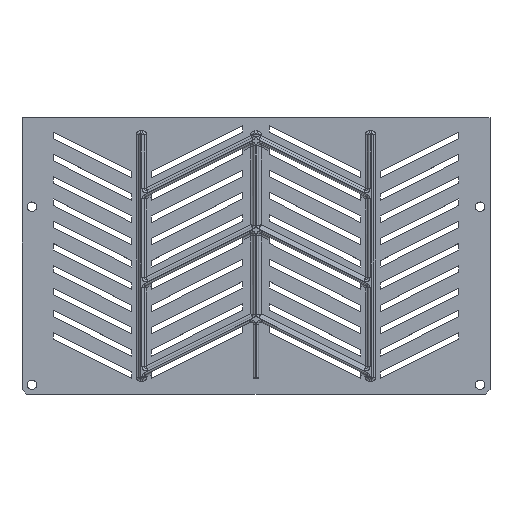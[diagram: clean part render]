
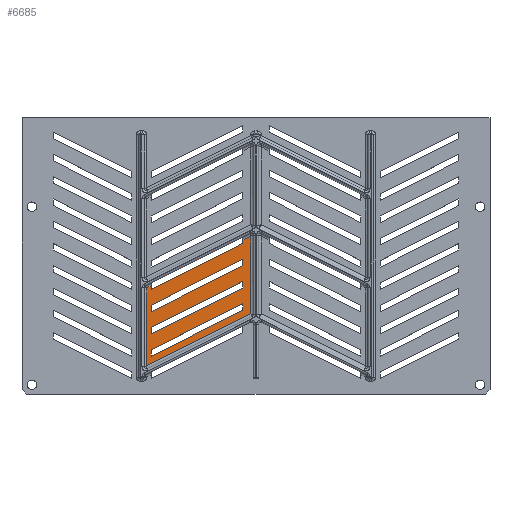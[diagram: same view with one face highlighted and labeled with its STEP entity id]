
A CAD part, top view. The second image highlights one B-rep face of the part: STEP entity #6685.
In plain terms, the highlighted planar face has unit normal (0, 0, 1).
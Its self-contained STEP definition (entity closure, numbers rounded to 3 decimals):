
#64=FACE_BOUND('',#2322,.T.);
#65=FACE_BOUND('',#2323,.T.);
#66=FACE_BOUND('',#2324,.T.);
#150=PLANE('',#7105);
#383=LINE('',#10022,#1106);
#385=LINE('',#10027,#1108);
#387=LINE('',#10030,#1110);
#389=LINE('',#10033,#1112);
#392=LINE('',#10040,#1115);
#393=LINE('',#10043,#1116);
#394=LINE('',#10045,#1117);
#395=LINE('',#10046,#1118);
#396=LINE('',#10049,#1119);
#397=LINE('',#10051,#1120);
#398=LINE('',#10053,#1121);
#399=LINE('',#10054,#1122);
#400=LINE('',#10057,#1123);
#401=LINE('',#10059,#1124);
#402=LINE('',#10061,#1125);
#403=LINE('',#10062,#1126);
#404=LINE('',#10065,#1127);
#405=LINE('',#10067,#1128);
#406=LINE('',#10069,#1129);
#407=LINE('',#10070,#1130);
#1106=VECTOR('',#7791,10.);
#1108=VECTOR('',#7797,10.);
#1110=VECTOR('',#7801,10.);
#1112=VECTOR('',#7805,10.);
#1115=VECTOR('',#7812,10.);
#1116=VECTOR('',#7815,10.);
#1117=VECTOR('',#7816,10.);
#1118=VECTOR('',#7817,10.);
#1119=VECTOR('',#7818,10.);
#1120=VECTOR('',#7819,10.);
#1121=VECTOR('',#7820,10.);
#1122=VECTOR('',#7821,10.);
#1123=VECTOR('',#7822,10.);
#1124=VECTOR('',#7823,10.);
#1125=VECTOR('',#7824,10.);
#1126=VECTOR('',#7825,10.);
#1127=VECTOR('',#7826,10.);
#1128=VECTOR('',#7827,10.);
#1129=VECTOR('',#7828,10.);
#1130=VECTOR('',#7829,10.);
#1932=FACE_OUTER_BOUND('',#2321,.T.);
#2321=EDGE_LOOP('',(#4743,#4744,#4745,#4746,#4747,#4748,#4749,#4750));
#2322=EDGE_LOOP('',(#4751,#4752,#4753,#4754));
#2323=EDGE_LOOP('',(#4755,#4756,#4757,#4758));
#2324=EDGE_LOOP('',(#4759,#4760,#4761,#4762));
#3079=VERTEX_POINT('',#9911);
#3082=VERTEX_POINT('',#9942);
#3085=VERTEX_POINT('',#9984);
#3088=VERTEX_POINT('',#10015);
#3090=VERTEX_POINT('',#10021);
#3093=VERTEX_POINT('',#10038);
#3094=VERTEX_POINT('',#10042);
#3095=VERTEX_POINT('',#10044);
#3096=VERTEX_POINT('',#10047);
#3097=VERTEX_POINT('',#10048);
#3098=VERTEX_POINT('',#10050);
#3099=VERTEX_POINT('',#10052);
#3100=VERTEX_POINT('',#10055);
#3101=VERTEX_POINT('',#10056);
#3102=VERTEX_POINT('',#10058);
#3103=VERTEX_POINT('',#10060);
#3104=VERTEX_POINT('',#10063);
#3105=VERTEX_POINT('',#10064);
#3106=VERTEX_POINT('',#10066);
#3107=VERTEX_POINT('',#10068);
#3712=EDGE_CURVE('',#3088,#3090,#383,.T.);
#3715=EDGE_CURVE('',#3085,#3088,#385,.T.);
#3717=EDGE_CURVE('',#3082,#3085,#387,.T.);
#3719=EDGE_CURVE('',#3079,#3082,#389,.T.);
#3723=EDGE_CURVE('',#3093,#3079,#392,.T.);
#3724=EDGE_CURVE('',#3093,#3094,#393,.T.);
#3725=EDGE_CURVE('',#3094,#3095,#394,.T.);
#3726=EDGE_CURVE('',#3095,#3090,#395,.T.);
#3727=EDGE_CURVE('',#3096,#3097,#396,.T.);
#3728=EDGE_CURVE('',#3097,#3098,#397,.T.);
#3729=EDGE_CURVE('',#3098,#3099,#398,.T.);
#3730=EDGE_CURVE('',#3099,#3096,#399,.T.);
#3731=EDGE_CURVE('',#3100,#3101,#400,.T.);
#3732=EDGE_CURVE('',#3101,#3102,#401,.T.);
#3733=EDGE_CURVE('',#3102,#3103,#402,.T.);
#3734=EDGE_CURVE('',#3103,#3100,#403,.T.);
#3735=EDGE_CURVE('',#3104,#3105,#404,.T.);
#3736=EDGE_CURVE('',#3105,#3106,#405,.T.);
#3737=EDGE_CURVE('',#3106,#3107,#406,.T.);
#3738=EDGE_CURVE('',#3107,#3104,#407,.T.);
#4743=ORIENTED_EDGE('',*,*,#3712,.F.);
#4744=ORIENTED_EDGE('',*,*,#3715,.F.);
#4745=ORIENTED_EDGE('',*,*,#3717,.F.);
#4746=ORIENTED_EDGE('',*,*,#3719,.F.);
#4747=ORIENTED_EDGE('',*,*,#3723,.F.);
#4748=ORIENTED_EDGE('',*,*,#3724,.T.);
#4749=ORIENTED_EDGE('',*,*,#3725,.T.);
#4750=ORIENTED_EDGE('',*,*,#3726,.T.);
#4751=ORIENTED_EDGE('',*,*,#3727,.T.);
#4752=ORIENTED_EDGE('',*,*,#3728,.T.);
#4753=ORIENTED_EDGE('',*,*,#3729,.T.);
#4754=ORIENTED_EDGE('',*,*,#3730,.T.);
#4755=ORIENTED_EDGE('',*,*,#3731,.T.);
#4756=ORIENTED_EDGE('',*,*,#3732,.T.);
#4757=ORIENTED_EDGE('',*,*,#3733,.T.);
#4758=ORIENTED_EDGE('',*,*,#3734,.T.);
#4759=ORIENTED_EDGE('',*,*,#3735,.T.);
#4760=ORIENTED_EDGE('',*,*,#3736,.T.);
#4761=ORIENTED_EDGE('',*,*,#3737,.T.);
#4762=ORIENTED_EDGE('',*,*,#3738,.T.);
#6685=ADVANCED_FACE('',(#1932,#64,#65,#66),#150,.T.);
#7105=AXIS2_PLACEMENT_3D('',#10041,#7813,#7814);
#7791=DIRECTION('',(0.894,0.447,0.));
#7797=DIRECTION('',(0.,1.,0.));
#7801=DIRECTION('',(-0.894,-0.447,0.));
#7805=DIRECTION('',(0.,-1.,0.));
#7812=DIRECTION('',(0.894,0.447,0.));
#7813=DIRECTION('center_axis',(0.,0.,1.));
#7814=DIRECTION('ref_axis',(1.,0.,0.));
#7815=DIRECTION('',(0.,-1.,0.));
#7816=DIRECTION('',(-0.894,-0.447,0.));
#7817=DIRECTION('',(0.,1.,0.));
#7818=DIRECTION('',(0.894,0.447,0.));
#7819=DIRECTION('',(0.,-1.,0.));
#7820=DIRECTION('',(-0.894,-0.447,0.));
#7821=DIRECTION('',(0.,1.,0.));
#7822=DIRECTION('',(0.894,0.447,0.));
#7823=DIRECTION('',(0.,-1.,0.));
#7824=DIRECTION('',(-0.894,-0.447,0.));
#7825=DIRECTION('',(0.,1.,0.));
#7826=DIRECTION('',(0.894,0.447,0.));
#7827=DIRECTION('',(0.,-1.,0.));
#7828=DIRECTION('',(-0.894,-0.447,0.));
#7829=DIRECTION('',(0.,1.,0.));
#9911=CARTESIAN_POINT('',(-2.,22.835,126.8));
#9942=CARTESIAN_POINT('',(-2.,-6.929,126.8));
#9984=CARTESIAN_POINT('',(-41.709,-26.783,126.8));
#10015=CARTESIAN_POINT('',(-41.709,2.981,126.8));
#10021=CARTESIAN_POINT('',(-40.,3.835,126.8));
#10022=CARTESIAN_POINT('',(-21.507,13.081,126.8));
#10027=CARTESIAN_POINT('',(-41.709,-6.611,126.8));
#10030=CARTESIAN_POINT('',(3.498,-4.18,126.8));
#10033=CARTESIAN_POINT('',(-2.,19.816,126.8));
#10038=CARTESIAN_POINT('',(-5.,21.335,126.8));
#10040=CARTESIAN_POINT('',(-21.507,13.081,126.8));
#10041=CARTESIAN_POINT('Origin',(0.,15.18,126.8));
#10042=CARTESIAN_POINT('',(-5.,19.953,126.8));
#10043=CARTESIAN_POINT('',(-5.,18.816,126.8));
#10044=CARTESIAN_POINT('',(-40.,2.453,126.8));
#10045=CARTESIAN_POINT('',(-3.955,20.476,126.8));
#10046=CARTESIAN_POINT('',(-40.,8.816,126.8));
#10047=CARTESIAN_POINT('',(-40.,-20.547,126.8));
#10048=CARTESIAN_POINT('',(-5.,-3.047,126.8));
#10049=CARTESIAN_POINT('',(-16.855,-8.974,126.8));
#10050=CARTESIAN_POINT('',(-5.,-5.547,126.8));
#10051=CARTESIAN_POINT('',(-5.,6.066,126.8));
#10052=CARTESIAN_POINT('',(-40.,-23.047,126.8));
#10053=CARTESIAN_POINT('',(1.145,-2.474,126.8));
#10054=CARTESIAN_POINT('',(-40.,-3.934,126.8));
#10055=CARTESIAN_POINT('',(-40.,-12.047,126.8));
#10056=CARTESIAN_POINT('',(-5.,5.453,126.8));
#10057=CARTESIAN_POINT('',(-18.555,-1.324,126.8));
#10058=CARTESIAN_POINT('',(-5.,2.953,126.8));
#10059=CARTESIAN_POINT('',(-5.,10.316,126.8));
#10060=CARTESIAN_POINT('',(-40.,-14.547,126.8));
#10061=CARTESIAN_POINT('',(-0.555,5.176,126.8));
#10062=CARTESIAN_POINT('',(-40.,0.316,126.8));
#10063=CARTESIAN_POINT('',(-40.,-3.547,126.8));
#10064=CARTESIAN_POINT('',(-5.,13.953,126.8));
#10065=CARTESIAN_POINT('',(-20.255,6.326,126.8));
#10066=CARTESIAN_POINT('',(-5.,11.453,126.8));
#10067=CARTESIAN_POINT('',(-5.,14.566,126.8));
#10068=CARTESIAN_POINT('',(-40.,-6.047,126.8));
#10069=CARTESIAN_POINT('',(-2.255,12.826,126.8));
#10070=CARTESIAN_POINT('',(-40.,4.566,126.8));
